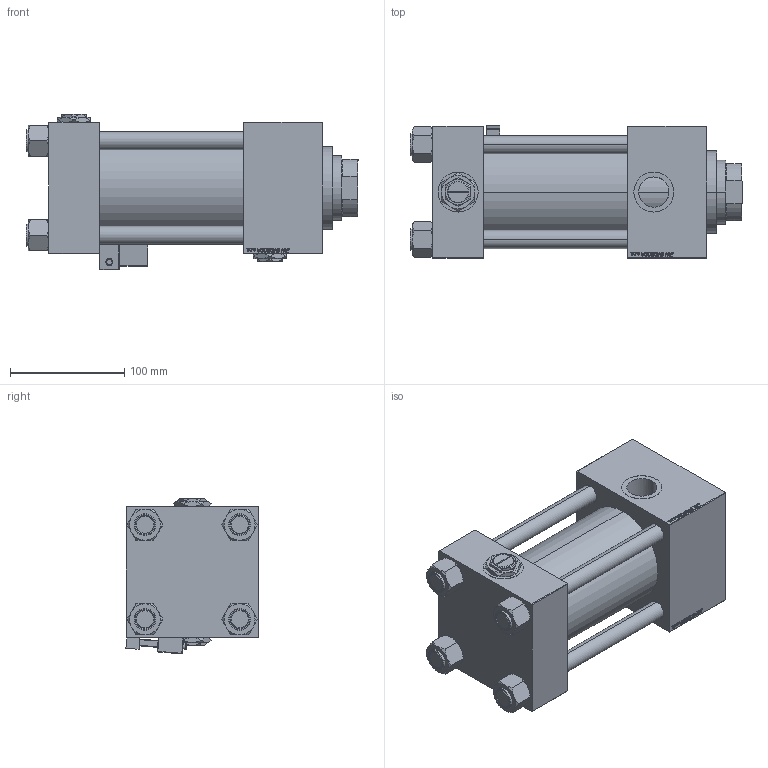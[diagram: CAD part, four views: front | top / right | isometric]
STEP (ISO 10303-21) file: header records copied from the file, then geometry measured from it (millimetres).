
FILE_DESCRIPTION (( 'STEP AP203' ), '1' );
FILE_NAME ('5605.STEP', '2022-04-16T20:23:15', ( '' ), ( '' ), 'SwSTEP 2.0', 'SolidWorks 2019', '' );
FILE_SCHEMA (( 'CONFIG_CONTROL_DESIGN' ));
Length unit declared in the file: millimetre
Products named in the file (8): V215CD_VCP_C a7d24b26d5bc3808fd6188a97e72be56; 5605; V215CD_VC_C a7d24b26d5bc3808fd6188a97e72be56; V215CD_C_TYCINKA a7d24b26d5bc3808fd6188a97e72be56; V215CD_Body_C a7d24b26d5bc3808fd6188a97e72be56; Zatka_pro_OIL_PORT a7d24b26d5bc3808fd6188a97e72be56; V215CR_MSU a7d24b26d5bc3808fd6188a97e72be56; NUT_M5_V215CD_C a7d24b26d5bc3808fd6188a97e72be56
Assembly tree (14 placements, depth 2):
  5605
    V215CD_Body_C a7d24b26d5bc3808fd6188a97e72be56
    V215CD_VC_C a7d24b26d5bc3808fd6188a97e72be56
    V215CD_VCP_C a7d24b26d5bc3808fd6188a97e72be56
    V215CD_C_TYCINKA a7d24b26d5bc3808fd6188a97e72be56  x4
    NUT_M5_V215CD_C a7d24b26d5bc3808fd6188a97e72be56  x4
    V215CR_MSU a7d24b26d5bc3808fd6188a97e72be56
    Zatka_pro_OIL_PORT a7d24b26d5bc3808fd6188a97e72be56  x2
Bounding box: 290 x 115.49 x 135.97 mm (x, y, z)
Volume: 2111238.1 mm3; surface area: 347487 mm2
Topology: 14 solids, 14 shells, 1377 faces, 3449 edges, 2213 vertices
Faces by surface type: plane 651, bspline 392, cone 178, cylinder 130, torus 14, sphere 12
Entity records: 55061 total; most frequent: CARTESIAN_POINT 28281, ORIENTED_EDGE 5946, DIRECTION 4039, EDGE_CURVE 2973, VERTEX_POINT 1933, LINE 1757, VECTOR 1757, EDGE_LOOP 1318
